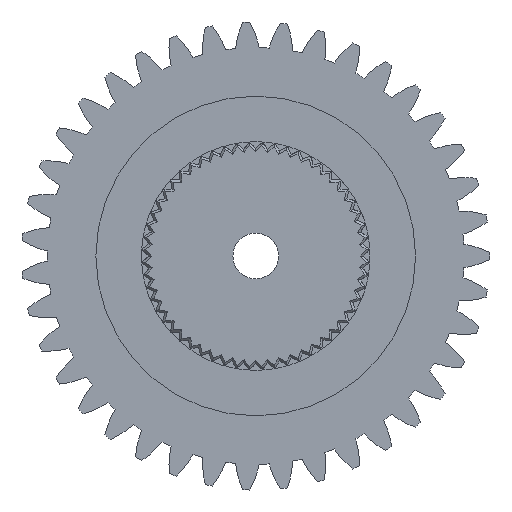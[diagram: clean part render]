
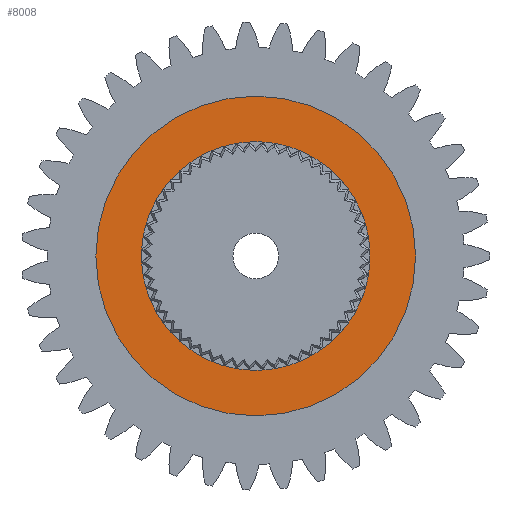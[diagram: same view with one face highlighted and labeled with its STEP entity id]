
A CAD part, left-side view. The second image highlights one B-rep face of the part: STEP entity #8008.
In plain terms, the highlighted planar face has unit normal (-1, 0, 0).
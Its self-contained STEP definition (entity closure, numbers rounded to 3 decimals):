
#318 = FACE_OUTER_BOUND ( 'NONE', #5038, .T. ) ;
#1409 = ORIENTED_EDGE ( 'NONE', *, *, #4562, .T. ) ;
#1670 = CARTESIAN_POINT ( 'NONE',  ( -54.674, 0.967, 1.682 ) ) ;
#2211 = VERTEX_POINT ( 'NONE', #1670 ) ;
#2402 = CARTESIAN_POINT ( 'NONE',  ( -54.674, 0.967, -4.318 ) ) ;
#2439 = CIRCLE ( 'NONE', #4870, 2.5 ) ;
#2556 = EDGE_CURVE ( 'NONE', #2211, #3570, #2439, .T. ) ;
#2720 = DIRECTION ( 'NONE',  ( -1., 0., 0. ) ) ;
#3147 = DIRECTION ( 'NONE',  ( -1., 0., 0. ) ) ;
#3242 = AXIS2_PLACEMENT_3D ( 'NONE', #9170, #11954, #7227 ) ;
#3296 = CIRCLE ( 'NONE', #5396, 2.5 ) ;
#3570 = VERTEX_POINT ( 'NONE', #5895 ) ;
#3715 = VERTEX_POINT ( 'NONE', #4917 ) ;
#4016 = CARTESIAN_POINT ( 'NONE',  ( -54.674, 0.967, -0.818 ) ) ;
#4562 = EDGE_CURVE ( 'NONE', #10987, #3715, #8459, .T. ) ;
#4870 = AXIS2_PLACEMENT_3D ( 'NONE', #11728, #10832, #7987 ) ;
#4917 = CARTESIAN_POINT ( 'NONE',  ( -54.674, 0.967, 2.682 ) ) ;
#5038 = EDGE_LOOP ( 'NONE', ( #9581, #1409 ) ) ;
#5071 = DIRECTION ( 'NONE',  ( 0., 0., 1. ) ) ;
#5189 = ORIENTED_EDGE ( 'NONE', *, *, #2556, .F. ) ;
#5396 = AXIS2_PLACEMENT_3D ( 'NONE', #4016, #3147, #11595 ) ;
#5618 = DIRECTION ( 'NONE',  ( 0., 0., 1. ) ) ;
#5895 = CARTESIAN_POINT ( 'NONE',  ( -54.674, 0.967, -3.318 ) ) ;
#6177 = ORIENTED_EDGE ( 'NONE', *, *, #8552, .F. ) ;
#7030 = AXIS2_PLACEMENT_3D ( 'NONE', #8727, #9733, #5071 ) ;
#7227 = DIRECTION ( 'NONE',  ( 0., 0., 1. ) ) ;
#7613 = EDGE_CURVE ( 'NONE', #3715, #10987, #9534, .T. ) ;
#7786 = PLANE ( 'NONE',  #7030 ) ;
#7987 = DIRECTION ( 'NONE',  ( 0., 0., 1. ) ) ;
#8008 = ADVANCED_FACE ( 'NONE', ( #11030, #318 ), #7786, .T. ) ;
#8459 = CIRCLE ( 'NONE', #11165, 3.5 ) ;
#8552 = EDGE_CURVE ( 'NONE', #3570, #2211, #3296, .T. ) ;
#8727 = CARTESIAN_POINT ( 'NONE',  ( -54.674, 0.967, -0.818 ) ) ;
#9170 = CARTESIAN_POINT ( 'NONE',  ( -54.674, 0.967, -0.818 ) ) ;
#9534 = CIRCLE ( 'NONE', #3242, 3.5 ) ;
#9581 = ORIENTED_EDGE ( 'NONE', *, *, #7613, .T. ) ;
#9733 = DIRECTION ( 'NONE',  ( -1., 0., 0. ) ) ;
#10819 = EDGE_LOOP ( 'NONE', ( #5189, #6177 ) ) ;
#10832 = DIRECTION ( 'NONE',  ( -1., 0., 0. ) ) ;
#10987 = VERTEX_POINT ( 'NONE', #2402 ) ;
#11030 = FACE_BOUND ( 'NONE', #10819, .T. ) ;
#11147 = CARTESIAN_POINT ( 'NONE',  ( -54.674, 0.967, -0.818 ) ) ;
#11165 = AXIS2_PLACEMENT_3D ( 'NONE', #11147, #2720, #5618 ) ;
#11595 = DIRECTION ( 'NONE',  ( 0., 0., 1. ) ) ;
#11728 = CARTESIAN_POINT ( 'NONE',  ( -54.674, 0.967, -0.818 ) ) ;
#11954 = DIRECTION ( 'NONE',  ( -1., 0., 0. ) ) ;
